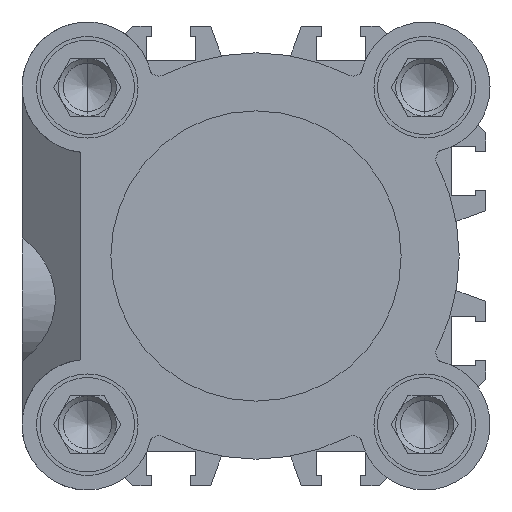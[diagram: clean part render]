
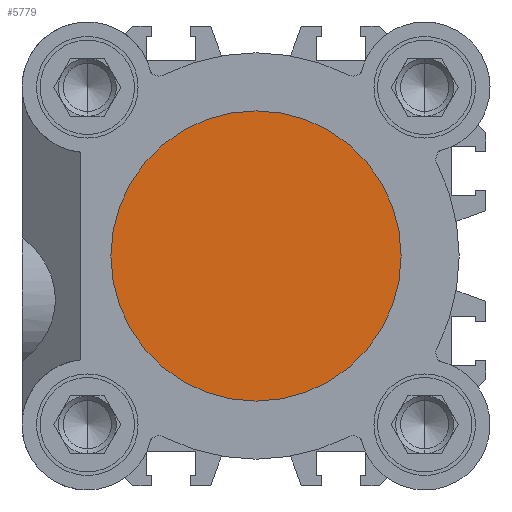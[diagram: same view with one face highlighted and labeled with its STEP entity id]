
A CAD part, left-side view. The second image highlights one B-rep face of the part: STEP entity #5779.
In plain terms, the highlighted face is planar.
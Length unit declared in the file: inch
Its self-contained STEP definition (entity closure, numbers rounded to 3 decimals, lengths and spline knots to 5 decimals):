
#80 = DIRECTION ( 'NONE',  ( -1., 0., 0. ) ) ;
#1211 = AXIS2_PLACEMENT_3D ( 'NONE', #9773, #9824, #3947 ) ;
#1724 = VERTEX_POINT ( 'NONE', #7129 ) ;
#1867 = ORIENTED_EDGE ( 'NONE', *, *, #2441, .F. ) ;
#2441 = EDGE_CURVE ( 'NONE', #6370, #1724, #4982, .T. ) ;
#3947 = DIRECTION ( 'NONE',  ( 0., 0., 1. ) ) ;
#4982 = CIRCLE ( 'NONE', #6754, 0.7874 ) ;
#5229 = EDGE_LOOP ( 'NONE', ( #12242, #1867 ) ) ;
#5759 = FACE_OUTER_BOUND ( 'NONE', #5229, .T. ) ;
#5779 = ADVANCED_FACE ( 'NONE', ( #5759 ), #5784, .F. ) ;
#5784 = PLANE ( 'NONE',  #1211 ) ;
#5858 = DIRECTION ( 'NONE',  ( 0., 0., 1. ) ) ;
#5869 = DIRECTION ( 'NONE',  ( -1., 0., 0. ) ) ;
#5911 = CARTESIAN_POINT ( 'NONE',  ( 0.15748, 0., 0. ) ) ;
#6065 = CARTESIAN_POINT ( 'NONE',  ( 0.15748, 0., 0. ) ) ;
#6370 = VERTEX_POINT ( 'NONE', #9455 ) ;
#6754 = AXIS2_PLACEMENT_3D ( 'NONE', #5911, #5869, #5858 ) ;
#7059 = DIRECTION ( 'NONE',  ( 0., 0., 1. ) ) ;
#7129 = CARTESIAN_POINT ( 'NONE',  ( 0.15748, 0., 0.7874 ) ) ;
#9455 = CARTESIAN_POINT ( 'NONE',  ( 0.15748, 0., -0.7874 ) ) ;
#9457 = EDGE_CURVE ( 'NONE', #1724, #6370, #11234, .T. ) ;
#9554 = AXIS2_PLACEMENT_3D ( 'NONE', #6065, #80, #7059 ) ;
#9773 = CARTESIAN_POINT ( 'NONE',  ( 0.15748, 0.7874, 0. ) ) ;
#9824 = DIRECTION ( 'NONE',  ( -1., 0., 0. ) ) ;
#11234 = CIRCLE ( 'NONE', #9554, 0.7874 ) ;
#12242 = ORIENTED_EDGE ( 'NONE', *, *, #9457, .F. ) ;
